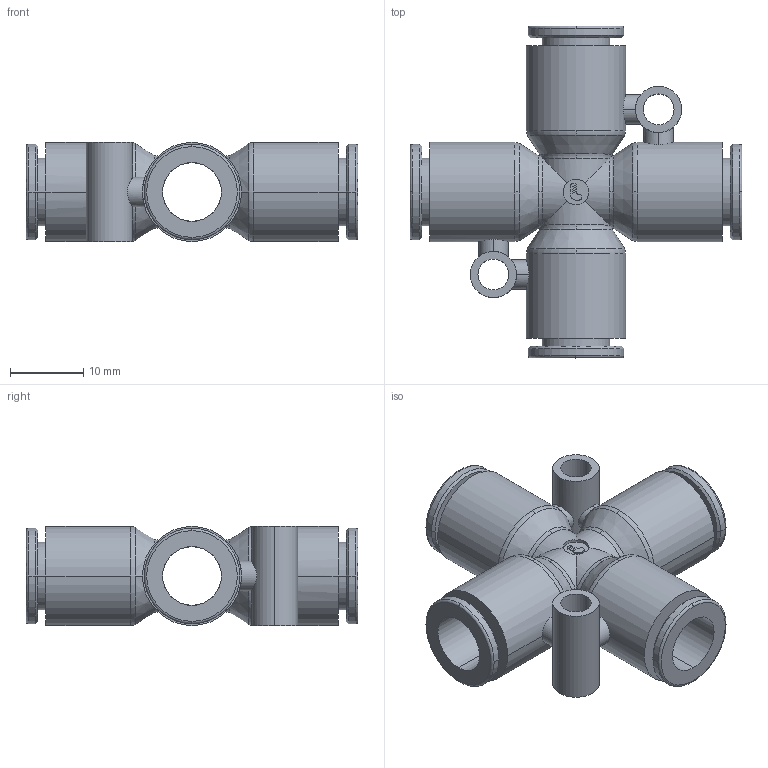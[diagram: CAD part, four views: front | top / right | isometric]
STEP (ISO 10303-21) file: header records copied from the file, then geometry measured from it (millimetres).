
FILE_DESCRIPTION(('STEP AP214'),'1');
FILE_NAME('3107_08_00.stp','2016-07-07T14:57:54',('TraceParts'),('TraceParts S.A.'),'Spatial InterOp 3D',' ',' ');
FILE_SCHEMA(('automotive_design'));
Length unit declared in the file: millimetre
Products named in the file (1): 1
Bounding box: 45.2 x 45.2 x 13.5 mm (x, y, z)
Volume: 6468.3 mm3; surface area: 6970 mm2
Topology: 1 solids, 1 shells, 137 faces, 363 edges, 235 vertices
Faces by surface type: cylinder 64, plane 33, torus 24, cone 16
Entity records: 5170 total; most frequent: CARTESIAN_POINT 1608, DIRECTION 805, ORIENTED_EDGE 726, EDGE_CURVE 363, AXIS2_PLACEMENT_3D 344, VERTEX_POINT 235, CIRCLE 194, EDGE_LOOP 158
